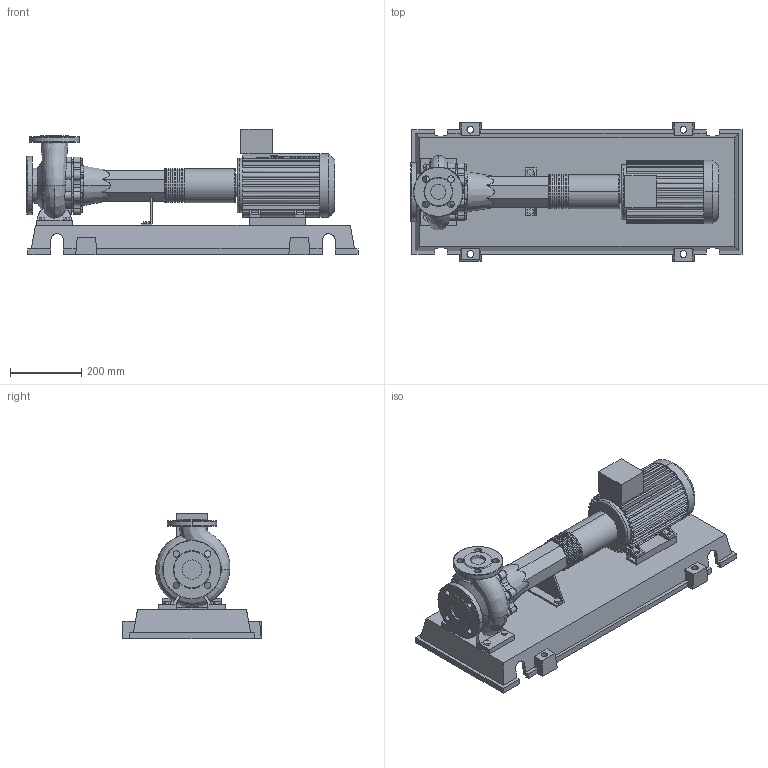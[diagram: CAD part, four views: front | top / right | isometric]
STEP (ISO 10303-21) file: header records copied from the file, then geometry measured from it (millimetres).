
FILE_DESCRIPTION((''),'2;1');
FILE_NAME('3d_NL32_125-2.2-2-12-4108885.stp','2015-03-02T14:57:16',(''),(''),'Mechanical Desktop 2009','Mechanical Desktop 2009',', , ');
FILE_SCHEMA(('CONFIG_CONTROL_DESIGN'));
Length unit declared in the file: millimetre
Products named in the file (1): Product
Bounding box: 935 x 390 x 354 mm (x, y, z)
Volume: 18761082 mm3; surface area: 1964886.3 mm2
Topology: 13 solids, 13 shells, 834 faces, 2238 edges, 1475 vertices
Faces by surface type: plane 438, cylinder 195, bspline 181, cone 10, torus 10
Entity records: 29874 total; most frequent: CARTESIAN_POINT 9030, ORIENTED_EDGE 4478, DIRECTION 4077, EDGE_CURVE 2239, VERTEX_POINT 1474, VECTOR 1441, LINE 1441, AXIS2_PLACEMENT_3D 1318
